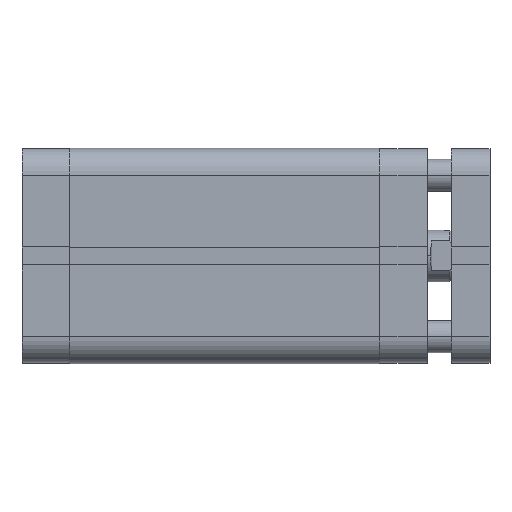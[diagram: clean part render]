
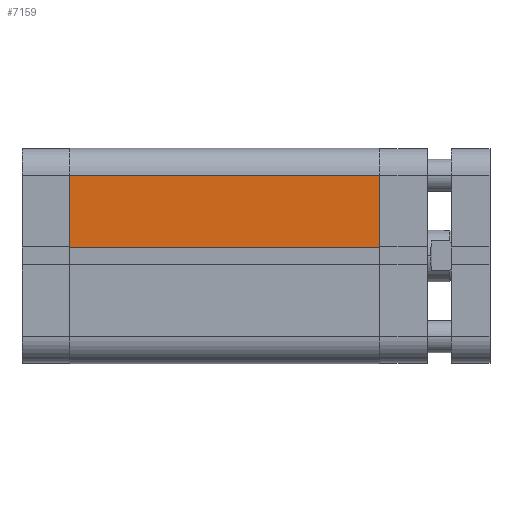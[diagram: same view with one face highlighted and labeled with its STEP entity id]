
A CAD part, top view. The second image highlights one B-rep face of the part: STEP entity #7159.
In plain terms, the highlighted face is planar.
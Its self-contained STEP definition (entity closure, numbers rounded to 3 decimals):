
#1828 = ORIENTED_EDGE ( 'NONE', *, *, #6770, .T. ) ;
#1829 = ORIENTED_EDGE ( 'NONE', *, *, #6774, .T. ) ;
#1830 = ORIENTED_EDGE ( 'NONE', *, *, #6767, .F. ) ;
#1831 = ORIENTED_EDGE ( 'NONE', *, *, #6766, .F. ) ;
#2438 = CARTESIAN_POINT ( 'NONE',  ( 33.5, -73.841, 0. ) ) ;
#2439 = DIRECTION ( 'NONE',  ( 0., -1., 0. ) ) ;
#2440 = CARTESIAN_POINT ( 'NONE',  ( 33.5, 25., 96.5 ) ) ;
#2441 = DIRECTION ( 'NONE',  ( 0., 0., -1. ) ) ;
#2446 = CARTESIAN_POINT ( 'NONE',  ( 33.5, -73.841, 96.5 ) ) ;
#2447 = CARTESIAN_POINT ( 'NONE',  ( 33.5, 2.6, 96.5 ) ) ;
#2448 = DIRECTION ( 'NONE',  ( 0., 0., -1. ) ) ;
#2457 = DIRECTION ( 'NONE',  ( 0., -1., 0. ) ) ;
#3223 = PLANE ( 'NONE',  #4509 ) ;
#3226 = CARTESIAN_POINT ( 'NONE',  ( 33.5, -73.841, 96.5 ) ) ;
#3232 = DIRECTION ( 'NONE',  ( 1., 0., 0. ) ) ;
#3233 = DIRECTION ( 'NONE',  ( 0., 1., 0. ) ) ;
#3494 = LINE ( 'NONE', #2438, #3495 ) ;
#3495 = VECTOR ( 'NONE', #2439, 1000. ) ;
#3496 = LINE ( 'NONE', #2440, #3497 ) ;
#3497 = VECTOR ( 'NONE', #2441, 1000. ) ;
#3502 = LINE ( 'NONE', #2447, #3503 ) ;
#3503 = VECTOR ( 'NONE', #2448, 1000. ) ;
#3505 = LINE ( 'NONE', #2446, #3509 ) ;
#3509 = VECTOR ( 'NONE', #2457, 1000. ) ;
#4006 = FACE_OUTER_BOUND ( 'NONE', #6054, .T. ) ;
#4509 = AXIS2_PLACEMENT_3D ( 'NONE', #3226, #3232, #3233 ) ;
#5599 = CARTESIAN_POINT ( 'NONE',  ( 33.5, 2.6, 0. ) ) ;
#5600 = CARTESIAN_POINT ( 'NONE',  ( 33.5, 2.6, 96.5 ) ) ;
#5601 = CARTESIAN_POINT ( 'NONE',  ( 33.5, 25., 0. ) ) ;
#5602 = CARTESIAN_POINT ( 'NONE',  ( 33.5, 25., 96.5 ) ) ;
#6054 = EDGE_LOOP ( 'NONE', ( #1831, #1830, #1829, #1828 ) ) ;
#6766 = EDGE_CURVE ( 'NONE', #7513, #7511, #3494, .T. ) ;
#6767 = EDGE_CURVE ( 'NONE', #7514, #7513, #3496, .T. ) ;
#6770 = EDGE_CURVE ( 'NONE', #7512, #7511, #3502, .T. ) ;
#6774 = EDGE_CURVE ( 'NONE', #7514, #7512, #3505, .T. ) ;
#7159 = ADVANCED_FACE ( 'NONE', ( #4006 ), #3223, .T. ) ;
#7511 = VERTEX_POINT ( 'NONE', #5599 ) ;
#7512 = VERTEX_POINT ( 'NONE', #5600 ) ;
#7513 = VERTEX_POINT ( 'NONE', #5601 ) ;
#7514 = VERTEX_POINT ( 'NONE', #5602 ) ;
